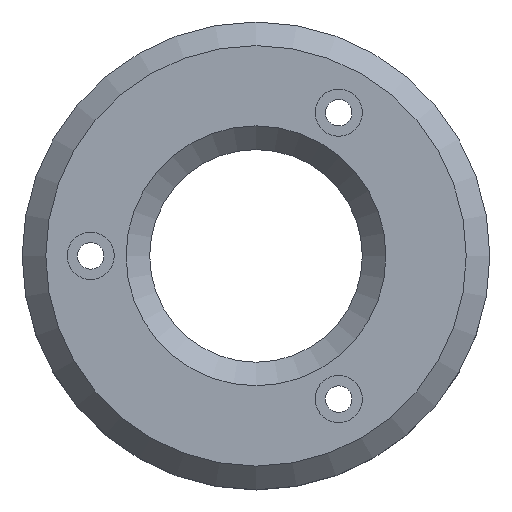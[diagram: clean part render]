
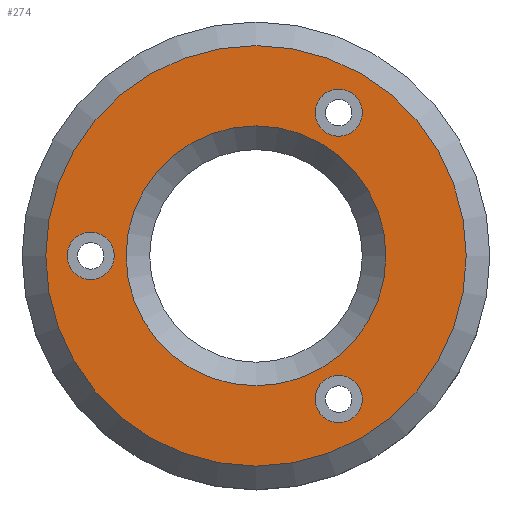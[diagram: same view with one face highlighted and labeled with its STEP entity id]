
A CAD part, top view. The second image highlights one B-rep face of the part: STEP entity #274.
In plain terms, the highlighted planar face has unit normal (0, 0, 1).
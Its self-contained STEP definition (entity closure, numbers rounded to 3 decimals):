
#19=FACE_BOUND('',#65,.T.);
#20=FACE_BOUND('',#66,.T.);
#21=FACE_BOUND('',#67,.T.);
#22=FACE_BOUND('',#68,.T.);
#32=PLANE('',#314);
#43=FACE_OUTER_BOUND('',#64,.T.);
#64=EDGE_LOOP('',(#210));
#65=EDGE_LOOP('',(#211));
#66=EDGE_LOOP('',(#212));
#67=EDGE_LOOP('',(#213));
#68=EDGE_LOOP('',(#214));
#118=CIRCLE('',#312,35.6);
#119=CIRCLE('',#315,22.);
#120=CIRCLE('',#316,4.);
#121=CIRCLE('',#317,4.);
#122=CIRCLE('',#318,4.);
#140=VERTEX_POINT('',#458);
#141=VERTEX_POINT('',#464);
#142=VERTEX_POINT('',#466);
#143=VERTEX_POINT('',#468);
#144=VERTEX_POINT('',#470);
#165=EDGE_CURVE('',#140,#140,#118,.T.);
#167=EDGE_CURVE('',#141,#141,#119,.T.);
#168=EDGE_CURVE('',#142,#142,#120,.T.);
#169=EDGE_CURVE('',#143,#143,#121,.T.);
#170=EDGE_CURVE('',#144,#144,#122,.T.);
#210=ORIENTED_EDGE('',*,*,#165,.F.);
#211=ORIENTED_EDGE('',*,*,#167,.F.);
#212=ORIENTED_EDGE('',*,*,#168,.T.);
#213=ORIENTED_EDGE('',*,*,#169,.T.);
#214=ORIENTED_EDGE('',*,*,#170,.T.);
#274=ADVANCED_FACE('',(#43,#19,#20,#21,#22),#32,.T.);
#312=AXIS2_PLACEMENT_3D('',#460,#369,#370);
#314=AXIS2_PLACEMENT_3D('',#463,#374,#375);
#315=AXIS2_PLACEMENT_3D('',#465,#376,#377);
#316=AXIS2_PLACEMENT_3D('',#467,#378,#379);
#317=AXIS2_PLACEMENT_3D('',#469,#380,#381);
#318=AXIS2_PLACEMENT_3D('',#471,#382,#383);
#369=DIRECTION('center_axis',(0.,0.,-1.));
#370=DIRECTION('ref_axis',(1.,0.,0.));
#374=DIRECTION('center_axis',(0.,0.,1.));
#375=DIRECTION('ref_axis',(1.,0.,0.));
#376=DIRECTION('center_axis',(0.,0.,1.));
#377=DIRECTION('ref_axis',(1.,0.,0.));
#378=DIRECTION('center_axis',(0.,0.,-1.));
#379=DIRECTION('ref_axis',(1.,0.,0.));
#380=DIRECTION('center_axis',(0.,0.,-1.));
#381=DIRECTION('ref_axis',(1.,0.,0.));
#382=DIRECTION('center_axis',(0.,0.,-1.));
#383=DIRECTION('ref_axis',(1.,0.,0.));
#458=CARTESIAN_POINT('',(-35.6,0.,5.));
#460=CARTESIAN_POINT('Origin',(0.,0.,5.));
#463=CARTESIAN_POINT('Origin',(0.,0.,5.));
#464=CARTESIAN_POINT('',(-22.,0.,5.));
#465=CARTESIAN_POINT('Origin',(0.,0.,5.));
#466=CARTESIAN_POINT('',(10.,-24.249,5.));
#467=CARTESIAN_POINT('Origin',(14.,-24.249,5.));
#468=CARTESIAN_POINT('',(-32.,0.,5.));
#469=CARTESIAN_POINT('Origin',(-28.,0.,5.));
#470=CARTESIAN_POINT('',(10.,24.249,5.));
#471=CARTESIAN_POINT('Origin',(14.,24.249,5.));
